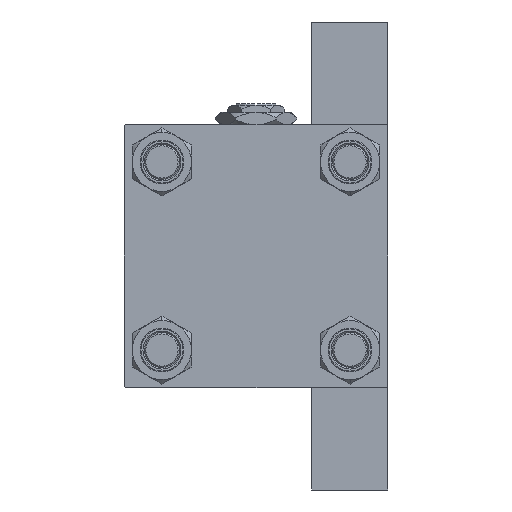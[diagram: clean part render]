
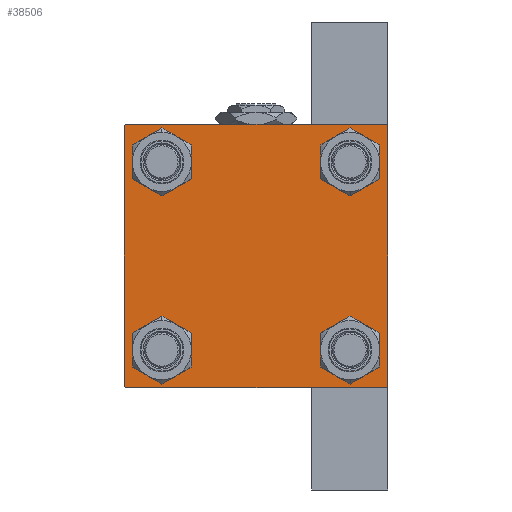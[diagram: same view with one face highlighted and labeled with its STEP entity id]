
A CAD part, left-side view. The second image highlights one B-rep face of the part: STEP entity #38506.
In plain terms, the highlighted planar face has unit normal (-1, 0, 0).
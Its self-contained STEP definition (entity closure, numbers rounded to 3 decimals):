
#776 = VERTEX_POINT ( 'NONE', #1473 ) ;
#990 = CARTESIAN_POINT ( 'NONE',  ( 0., -32.15, -38.65 ) ) ;
#1123 = CARTESIAN_POINT ( 'NONE',  ( 0., 44.75, 44.75 ) ) ;
#1473 = CARTESIAN_POINT ( 'NONE',  ( 0., 32.15, -25.65 ) ) ;
#1568 = DIRECTION ( 'NONE',  ( 0., 0., 1. ) ) ;
#1673 = VERTEX_POINT ( 'NONE', #990 ) ;
#1726 = EDGE_CURVE ( 'NONE', #20248, #776, #4844, .T. ) ;
#1829 = CARTESIAN_POINT ( 'NONE',  ( 0., -32.15, 32.15 ) ) ;
#1851 = CARTESIAN_POINT ( 'NONE',  ( 0., 32.15, -38.65 ) ) ;
#2730 = VERTEX_POINT ( 'NONE', #8401 ) ;
#2853 = DIRECTION ( 'NONE',  ( 0., -0.707, -0.707 ) ) ;
#3099 = VECTOR ( 'NONE', #36795, 1000. ) ;
#3204 = AXIS2_PLACEMENT_3D ( 'NONE', #14038, #41886, #6557 ) ;
#3822 = ORIENTED_EDGE ( 'NONE', *, *, #21289, .T. ) ;
#4670 = DIRECTION ( 'NONE',  ( 0., 0., 1. ) ) ;
#4844 = CIRCLE ( 'NONE', #42749, 6.5 ) ;
#5078 = CARTESIAN_POINT ( 'NONE',  ( 0., 45., 45. ) ) ;
#5594 = VECTOR ( 'NONE', #7010, 1000. ) ;
#6052 = CIRCLE ( 'NONE', #41475, 6.5 ) ;
#6173 = DIRECTION ( 'NONE',  ( 1., 0., 0. ) ) ;
#6528 = FACE_BOUND ( 'NONE', #35190, .T. ) ;
#6557 = DIRECTION ( 'NONE',  ( 0., 0., 1. ) ) ;
#6705 = LINE ( 'NONE', #22436, #21948 ) ;
#6717 = AXIS2_PLACEMENT_3D ( 'NONE', #13692, #33555, #49252 ) ;
#6970 = VERTEX_POINT ( 'NONE', #24329 ) ;
#7010 = DIRECTION ( 'NONE',  ( 0., -1., 0. ) ) ;
#7178 = ORIENTED_EDGE ( 'NONE', *, *, #43446, .T. ) ;
#8401 = CARTESIAN_POINT ( 'NONE',  ( 0., -32.15, -25.65 ) ) ;
#8834 = VERTEX_POINT ( 'NONE', #29986 ) ;
#9606 = CARTESIAN_POINT ( 'NONE',  ( 0., -45., -44.5 ) ) ;
#10161 = EDGE_LOOP ( 'NONE', ( #23279, #36132 ) ) ;
#10294 = CARTESIAN_POINT ( 'NONE',  ( 0., -32.15, -32.15 ) ) ;
#10897 = CARTESIAN_POINT ( 'NONE',  ( 0., 0., 0. ) ) ;
#11277 = VECTOR ( 'NONE', #15697, 1000. ) ;
#11410 = VECTOR ( 'NONE', #39928, 1000. ) ;
#11502 = CIRCLE ( 'NONE', #32947, 6.5 ) ;
#11700 = VERTEX_POINT ( 'NONE', #20447 ) ;
#11851 = ORIENTED_EDGE ( 'NONE', *, *, #28780, .T. ) ;
#12194 = CARTESIAN_POINT ( 'NONE',  ( 0., 45., -44.5 ) ) ;
#12569 = AXIS2_PLACEMENT_3D ( 'NONE', #28180, #25079, #43920 ) ;
#13050 = LINE ( 'NONE', #5078, #3099 ) ;
#13692 = CARTESIAN_POINT ( 'NONE',  ( 0., 32.15, 32.15 ) ) ;
#13699 = EDGE_CURVE ( 'NONE', #8834, #39258, #47128, .T. ) ;
#14038 = CARTESIAN_POINT ( 'NONE',  ( 0., 32.15, 32.15 ) ) ;
#14096 = VERTEX_POINT ( 'NONE', #45155 ) ;
#14394 = ORIENTED_EDGE ( 'NONE', *, *, #45558, .T. ) ;
#14825 = CARTESIAN_POINT ( 'NONE',  ( 0., -32.15, 38.65 ) ) ;
#15142 = VERTEX_POINT ( 'NONE', #40382 ) ;
#15299 = VERTEX_POINT ( 'NONE', #35945 ) ;
#15604 = ORIENTED_EDGE ( 'NONE', *, *, #49033, .T. ) ;
#15697 = DIRECTION ( 'NONE',  ( 0., -1., 0. ) ) ;
#15915 = ORIENTED_EDGE ( 'NONE', *, *, #22554, .T. ) ;
#16344 = ORIENTED_EDGE ( 'NONE', *, *, #21040, .T. ) ;
#16504 = DIRECTION ( 'NONE',  ( 0., -0.707, 0.707 ) ) ;
#16777 = CARTESIAN_POINT ( 'NONE',  ( 0., -32.15, -32.15 ) ) ;
#17341 = LINE ( 'NONE', #1123, #31123 ) ;
#17875 = FACE_BOUND ( 'NONE', #10161, .T. ) ;
#19024 = VERTEX_POINT ( 'NONE', #9606 ) ;
#19041 = CIRCLE ( 'NONE', #6717, 6.5 ) ;
#19129 = CARTESIAN_POINT ( 'NONE',  ( 0., 32.15, -32.15 ) ) ;
#20113 = DIRECTION ( 'NONE',  ( 0., 0., -1. ) ) ;
#20248 = VERTEX_POINT ( 'NONE', #1851 ) ;
#20283 = CARTESIAN_POINT ( 'NONE',  ( 0., -44.5, 45. ) ) ;
#20447 = CARTESIAN_POINT ( 'NONE',  ( 0., 44.5, 45. ) ) ;
#21040 = EDGE_CURVE ( 'NONE', #14096, #15142, #19041, .T. ) ;
#21099 = AXIS2_PLACEMENT_3D ( 'NONE', #10897, #22265, #26628 ) ;
#21165 = EDGE_CURVE ( 'NONE', #8834, #19024, #23976, .T. ) ;
#21289 = EDGE_CURVE ( 'NONE', #48245, #19024, #44839, .T. ) ;
#21948 = VECTOR ( 'NONE', #2853, 1000. ) ;
#22265 = DIRECTION ( 'NONE',  ( -1., 0., 0. ) ) ;
#22436 = CARTESIAN_POINT ( 'NONE',  ( 0., 44.75, -44.75 ) ) ;
#22554 = EDGE_CURVE ( 'NONE', #6970, #26704, #31481, .T. ) ;
#22708 = ORIENTED_EDGE ( 'NONE', *, *, #47331, .T. ) ;
#23279 = ORIENTED_EDGE ( 'NONE', *, *, #29444, .T. ) ;
#23674 = CARTESIAN_POINT ( 'NONE',  ( 0., 45., 45. ) ) ;
#23976 = LINE ( 'NONE', #39725, #42138 ) ;
#24192 = CARTESIAN_POINT ( 'NONE',  ( 0., -44.75, 44.75 ) ) ;
#24264 = DIRECTION ( 'NONE',  ( 1., 0., 0. ) ) ;
#24329 = CARTESIAN_POINT ( 'NONE',  ( 0., -32.15, 25.65 ) ) ;
#24625 = ORIENTED_EDGE ( 'NONE', *, *, #34853, .T. ) ;
#24685 = DIRECTION ( 'NONE',  ( 0., 0., 1. ) ) ;
#25079 = DIRECTION ( 'NONE',  ( 1., 0., 0. ) ) ;
#25507 = DIRECTION ( 'NONE',  ( 0., 0., 1. ) ) ;
#26628 = DIRECTION ( 'NONE',  ( 0., 0., 1. ) ) ;
#26704 = VERTEX_POINT ( 'NONE', #14825 ) ;
#27315 = VECTOR ( 'NONE', #16504, 1000. ) ;
#28180 = CARTESIAN_POINT ( 'NONE',  ( 0., -32.15, 32.15 ) ) ;
#28353 = CARTESIAN_POINT ( 'NONE',  ( 0., -44.75, -44.75 ) ) ;
#28780 = EDGE_CURVE ( 'NONE', #2730, #1673, #35728, .T. ) ;
#28793 = DIRECTION ( 'NONE',  ( 1., 0., 0. ) ) ;
#29053 = ORIENTED_EDGE ( 'NONE', *, *, #44913, .T. ) ;
#29444 = EDGE_CURVE ( 'NONE', #776, #20248, #6052, .T. ) ;
#29986 = CARTESIAN_POINT ( 'NONE',  ( 0., -45., 44.5 ) ) ;
#31123 = VECTOR ( 'NONE', #33333, 1000. ) ;
#31194 = CIRCLE ( 'NONE', #3204, 6.5 ) ;
#31233 = LINE ( 'NONE', #34360, #5594 ) ;
#31481 = CIRCLE ( 'NONE', #12569, 6.5 ) ;
#32947 = AXIS2_PLACEMENT_3D ( 'NONE', #1829, #36640, #1568 ) ;
#32953 = CARTESIAN_POINT ( 'NONE',  ( 0., -44.5, -45. ) ) ;
#33333 = DIRECTION ( 'NONE',  ( 0., 0.707, -0.707 ) ) ;
#33361 = PLANE ( 'NONE',  #21099 ) ;
#33555 = DIRECTION ( 'NONE',  ( 1., 0., 0. ) ) ;
#33611 = CIRCLE ( 'NONE', #47575, 6.5 ) ;
#33615 = FACE_BOUND ( 'NONE', #47627, .T. ) ;
#34360 = CARTESIAN_POINT ( 'NONE',  ( 0., 45., -45. ) ) ;
#34853 = EDGE_CURVE ( 'NONE', #42471, #45973, #6705, .T. ) ;
#35190 = EDGE_LOOP ( 'NONE', ( #15604, #15915 ) ) ;
#35728 = CIRCLE ( 'NONE', #36547, 6.5 ) ;
#35945 = CARTESIAN_POINT ( 'NONE',  ( 0., 45., 44.5 ) ) ;
#36132 = ORIENTED_EDGE ( 'NONE', *, *, #1726, .T. ) ;
#36343 = LINE ( 'NONE', #23674, #11277 ) ;
#36547 = AXIS2_PLACEMENT_3D ( 'NONE', #16777, #24264, #4670 ) ;
#36640 = DIRECTION ( 'NONE',  ( 1., 0., 0. ) ) ;
#36795 = DIRECTION ( 'NONE',  ( 0., 0., -1. ) ) ;
#36923 = ORIENTED_EDGE ( 'NONE', *, *, #40452, .T. ) ;
#36969 = ORIENTED_EDGE ( 'NONE', *, *, #43033, .F. ) ;
#37018 = EDGE_LOOP ( 'NONE', ( #11851, #29053 ) ) ;
#38492 = FACE_BOUND ( 'NONE', #37018, .T. ) ;
#38506 = ADVANCED_FACE ( 'NONE', ( #6528, #38492, #17875, #33615, #49315 ), #33361, .T. ) ;
#39258 = VERTEX_POINT ( 'NONE', #20283 ) ;
#39494 = DIRECTION ( 'NONE',  ( 0., 0., 1. ) ) ;
#39725 = CARTESIAN_POINT ( 'NONE',  ( 0., -45., 45. ) ) ;
#39920 = CARTESIAN_POINT ( 'NONE',  ( 0., 32.15, -32.15 ) ) ;
#39928 = DIRECTION ( 'NONE',  ( 0., 0.707, 0.707 ) ) ;
#40382 = CARTESIAN_POINT ( 'NONE',  ( 0., 32.15, 25.65 ) ) ;
#40452 = EDGE_CURVE ( 'NONE', #15299, #42471, #13050, .T. ) ;
#40747 = EDGE_LOOP ( 'NONE', ( #36923, #24625, #7178, #3822, #41845, #44643, #36969, #14394 ) ) ;
#41475 = AXIS2_PLACEMENT_3D ( 'NONE', #19129, #42593, #39494 ) ;
#41845 = ORIENTED_EDGE ( 'NONE', *, *, #21165, .F. ) ;
#41886 = DIRECTION ( 'NONE',  ( 1., 0., 0. ) ) ;
#42138 = VECTOR ( 'NONE', #20113, 1000. ) ;
#42471 = VERTEX_POINT ( 'NONE', #12194 ) ;
#42593 = DIRECTION ( 'NONE',  ( 1., 0., 0. ) ) ;
#42749 = AXIS2_PLACEMENT_3D ( 'NONE', #39920, #28793, #24685 ) ;
#43033 = EDGE_CURVE ( 'NONE', #11700, #39258, #36343, .T. ) ;
#43446 = EDGE_CURVE ( 'NONE', #45973, #48245, #31233, .T. ) ;
#43920 = DIRECTION ( 'NONE',  ( 0., 0., 1. ) ) ;
#44239 = CARTESIAN_POINT ( 'NONE',  ( 0., 44.5, -45. ) ) ;
#44643 = ORIENTED_EDGE ( 'NONE', *, *, #13699, .T. ) ;
#44839 = LINE ( 'NONE', #28353, #27315 ) ;
#44913 = EDGE_CURVE ( 'NONE', #1673, #2730, #33611, .T. ) ;
#45155 = CARTESIAN_POINT ( 'NONE',  ( 0., 32.15, 38.65 ) ) ;
#45558 = EDGE_CURVE ( 'NONE', #11700, #15299, #17341, .T. ) ;
#45973 = VERTEX_POINT ( 'NONE', #44239 ) ;
#47128 = LINE ( 'NONE', #24192, #11410 ) ;
#47331 = EDGE_CURVE ( 'NONE', #15142, #14096, #31194, .T. ) ;
#47575 = AXIS2_PLACEMENT_3D ( 'NONE', #10294, #6173, #25507 ) ;
#47627 = EDGE_LOOP ( 'NONE', ( #16344, #22708 ) ) ;
#48245 = VERTEX_POINT ( 'NONE', #32953 ) ;
#49033 = EDGE_CURVE ( 'NONE', #26704, #6970, #11502, .T. ) ;
#49252 = DIRECTION ( 'NONE',  ( 0., 0., 1. ) ) ;
#49315 = FACE_OUTER_BOUND ( 'NONE', #40747, .T. ) ;
